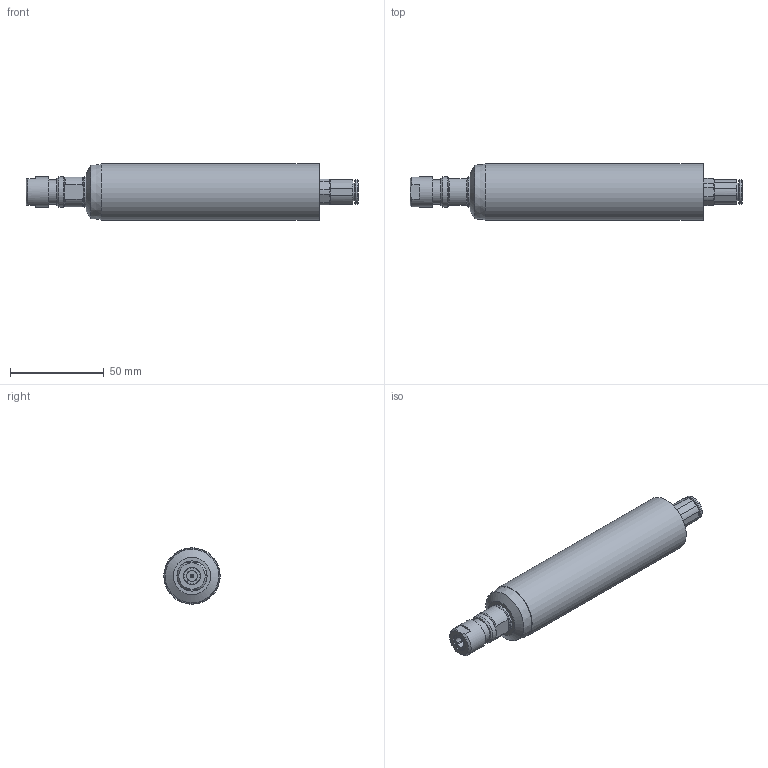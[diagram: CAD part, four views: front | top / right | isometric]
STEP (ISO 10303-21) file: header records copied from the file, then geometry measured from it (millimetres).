
FILE_DESCRIPTION(/* description */ (''),/* implementation_level */ '2;1');
FILE_NAME(/* name */ 'PGAS 3-370 RS-LL_P60016407.stp',/* time_stamp */ '2022-04-12T18:37:35+02:00',/* author */ ('IBasyouni'),/* organization */ (''),/* preprocessor_version */ 'ST-DEVELOPER v18.1',/* originating_system */ 'Autodesk Inventor 2021',/* authorisation */ '');
FILE_SCHEMA (('AUTOMOTIVE_DESIGN { 1 0 10303 214 3 1 1 }'));
Length unit declared in the file: millimetre
Products named in the file (1): PGAS 3-370 RS-LL_P60016407
Bounding box: 176.67 x 29.99 x 29.99 mm (x, y, z)
Volume: 92186.1 mm3; surface area: 19819.5 mm2
Topology: 1 solids, 2 shells, 192 faces, 497 edges, 310 vertices
Faces by surface type: plane 91, cylinder 50, cone 49, torus 2
Full cylindrical faces by diameter (mm): 1 x1, 6 x1, 8 x1, 8.565 x1, 8.566 x1, 9.188 x1, 9.2 x2, 12.188 x1, 13 x3, 16 x4, 25 x1, 25.5 x1, 26.917 x1, 30 x1
Entity records: 6162 total; most frequent: CARTESIAN_POINT 1256, ORIENTED_EDGE 992, DIRECTION 989, EDGE_CURVE 496, AXIS2_PLACEMENT_3D 405, VERTEX_POINT 310, EDGE_LOOP 212, CIRCLE 212
